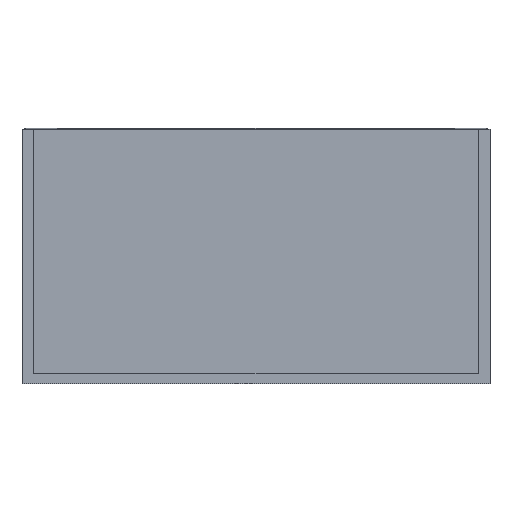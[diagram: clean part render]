
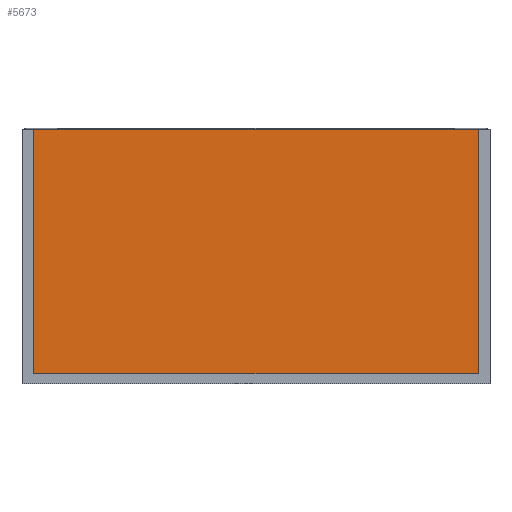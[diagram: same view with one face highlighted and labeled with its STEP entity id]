
A CAD part, front view. The second image highlights one B-rep face of the part: STEP entity #5673.
In plain terms, the highlighted planar face has unit normal (0, -1, 0).
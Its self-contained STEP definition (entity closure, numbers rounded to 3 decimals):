
#605=FACE_OUTER_BOUND('',#925,.T.);
#925=EDGE_LOOP('',(#5140,#5141,#5142,#5143));
#1655=LINE('',#8776,#2392);
#1658=LINE('',#8781,#2395);
#1661=LINE('',#8786,#2398);
#1662=LINE('',#8788,#2399);
#2392=VECTOR('',#7256,10.);
#2395=VECTOR('',#7261,10.);
#2398=VECTOR('',#7266,10.);
#2399=VECTOR('',#7269,10.);
#2893=VERTEX_POINT('',#8774);
#2894=VERTEX_POINT('',#8775);
#2895=VERTEX_POINT('',#8780);
#2896=VERTEX_POINT('',#8784);
#3638=EDGE_CURVE('',#2893,#2894,#1655,.T.);
#3641=EDGE_CURVE('',#2895,#2893,#1658,.T.);
#3644=EDGE_CURVE('',#2896,#2895,#1661,.T.);
#3645=EDGE_CURVE('',#2894,#2896,#1662,.T.);
#5140=ORIENTED_EDGE('',*,*,#3645,.F.);
#5141=ORIENTED_EDGE('',*,*,#3638,.F.);
#5142=ORIENTED_EDGE('',*,*,#3641,.F.);
#5143=ORIENTED_EDGE('',*,*,#3644,.F.);
#5405=PLANE('',#5969);
#5673=ADVANCED_FACE('',(#605),#5405,.F.);
#5969=AXIS2_PLACEMENT_3D('',#8789,#7270,#7271);
#7256=DIRECTION('',(-1.,0.,0.));
#7261=DIRECTION('',(0.,0.,-1.));
#7266=DIRECTION('',(1.,0.,0.));
#7269=DIRECTION('',(0.,0.,1.));
#7270=DIRECTION('center_axis',(0.,1.,0.));
#7271=DIRECTION('ref_axis',(1.,0.,0.));
#8774=CARTESIAN_POINT('',(79.6,0.,-43.76));
#8775=CARTESIAN_POINT('',(0.,0.,-43.76));
#8776=CARTESIAN_POINT('',(79.6,0.,-43.76));
#8780=CARTESIAN_POINT('',(79.6,0.,0.));
#8781=CARTESIAN_POINT('',(79.6,0.,0.));
#8784=CARTESIAN_POINT('',(0.,0.,0.));
#8786=CARTESIAN_POINT('',(0.,0.,0.));
#8788=CARTESIAN_POINT('',(0.,0.,-43.76));
#8789=CARTESIAN_POINT('Origin',(39.8,0.,-21.88));
